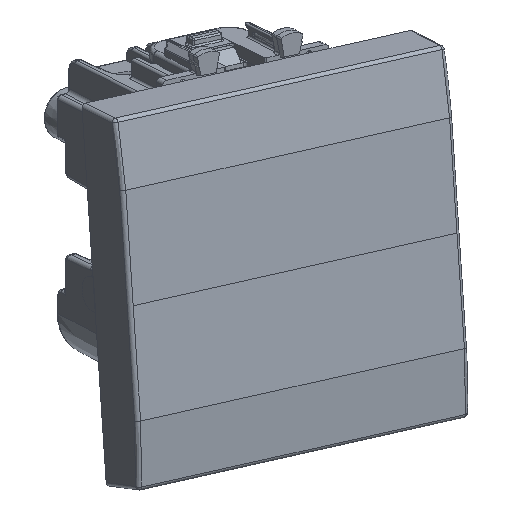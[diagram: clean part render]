
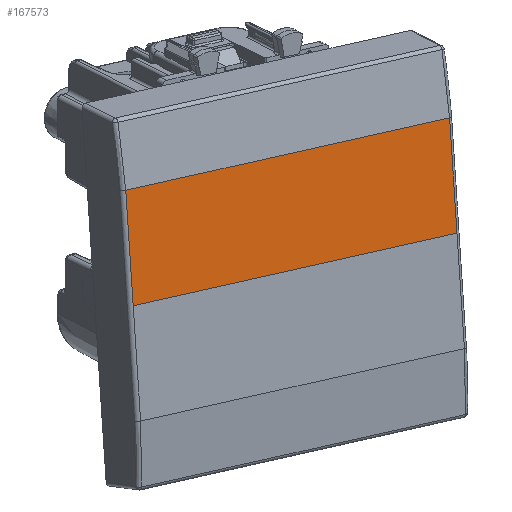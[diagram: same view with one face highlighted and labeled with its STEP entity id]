
A CAD part, top view. The second image highlights one B-rep face of the part: STEP entity #167573.
In plain terms, the highlighted face is planar.
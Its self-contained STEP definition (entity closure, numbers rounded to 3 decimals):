
#155407=CARTESIAN_POINT('Vertex',(21.817,13.441,15.5)) ;
#155410=CARTESIAN_POINT('Line Origine',(21.817,0.,15.5)) ;
#155414=CARTESIAN_POINT('Vertex',(21.817,0.,15.5)) ;
#155624=CARTESIAN_POINT('Vertex',(-21.817,13.441,15.5)) ;
#155631=CARTESIAN_POINT('Vertex',(-21.817,0.,15.5)) ;
#155634=CARTESIAN_POINT('Line Origine',(-21.817,0.,15.5)) ;
#167552=CARTESIAN_POINT('Axis2P3D Location',(0.,0.,15.5)) ;
#167557=CARTESIAN_POINT('Line Origine',(0.,13.441,15.5)) ;
#167562=CARTESIAN_POINT('Line Origine',(0.,0.,15.5)) ;
#155411=DIRECTION('Vector Direction',(0.,-1.,0.)) ;
#155635=DIRECTION('Vector Direction',(0.,-1.,0.)) ;
#167553=DIRECTION('Axis2P3D Direction',(0.,0.,-1.)) ;
#167554=DIRECTION('Axis2P3D XDirection',(0.,-1.,0.)) ;
#167558=DIRECTION('Vector Direction',(-1.,0.,0.)) ;
#167563=DIRECTION('Vector Direction',(-1.,0.,0.)) ;
#167555=AXIS2_PLACEMENT_3D('Plane Axis2P3D',#167552,#167553,#167554) ;
#167568=ORIENTED_EDGE('',*,*,#167561,.T.) ;
#167569=ORIENTED_EDGE('',*,*,#155638,.T.) ;
#167570=ORIENTED_EDGE('',*,*,#167566,.F.) ;
#167571=ORIENTED_EDGE('',*,*,#155416,.T.) ;
#155412=VECTOR('Line Direction',#155411,1.) ;
#155636=VECTOR('Line Direction',#155635,1.) ;
#167559=VECTOR('Line Direction',#167558,1.) ;
#167564=VECTOR('Line Direction',#167563,1.) ;
#167573=ADVANCED_FACE('PartBody',(#167572),#167556,.F.) ;
#155416=EDGE_CURVE('',#155415,#155408,#155413,.F.) ;
#155638=EDGE_CURVE('',#155625,#155632,#155637,.T.) ;
#167561=EDGE_CURVE('',#155408,#155625,#167560,.T.) ;
#167566=EDGE_CURVE('',#155415,#155632,#167565,.T.) ;
#167567=EDGE_LOOP('',(#167568,#167569,#167570,#167571)) ;
#167572=FACE_OUTER_BOUND('',#167567,.T.) ;
#155413=LINE('Line',#155410,#155412) ;
#155637=LINE('Line',#155634,#155636) ;
#167560=LINE('Line',#167557,#167559) ;
#167565=LINE('Line',#167562,#167564) ;
#167556=PLANE('',#167555) ;
#155408=VERTEX_POINT('',#155407) ;
#155415=VERTEX_POINT('',#155414) ;
#155625=VERTEX_POINT('',#155624) ;
#155632=VERTEX_POINT('',#155631) ;
